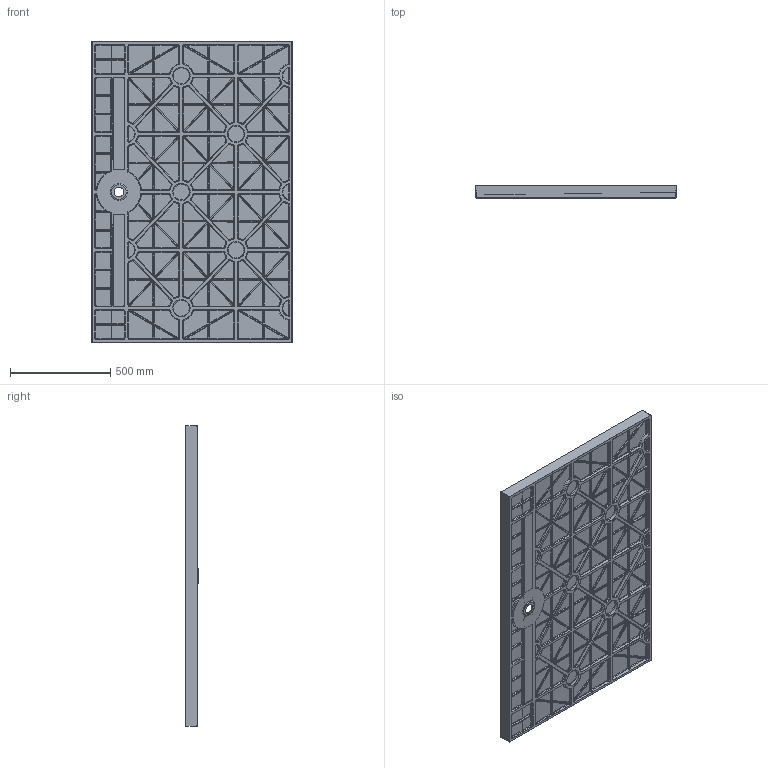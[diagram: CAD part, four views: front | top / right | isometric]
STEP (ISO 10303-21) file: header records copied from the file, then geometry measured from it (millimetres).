
FILE_DESCRIPTION (( 'STEP AP203' ), '1' );
FILE_NAME ('6616 REAR GRATE 1500 x 1000 v3 REVD.STEP', '2023-03-24T03:52:24', ( '' ), ( '' ), 'SwSTEP 2.0', 'SolidWorks 2020', '' );
FILE_SCHEMA (( 'CONFIG_CONTROL_DESIGN' ));
Length unit declared in the file: millimetre
Products named in the file (1): 6616 REAR GRATE 1500 x 1000 v3 REVD
Bounding box: 1000 x 63.2 x 1500 mm (x, y, z)
Volume: 12269197.1 mm3; surface area: 4069750.3 mm2
Topology: 1 solids, 1 shells, 5372 faces, 12921 edges, 7153 vertices
Faces by surface type: bspline 2394, cylinder 1941, plane 781, sphere 238, cone 10, torus 8
Entity records: 234457 total; most frequent: CARTESIAN_POINT 133653, ORIENTED_EDGE 24820, DIRECTION 16915, EDGE_CURVE 12410, VERTEX_POINT 7091, AXIS2_PLACEMENT_3D 6543, EDGE_LOOP 5425, ADVANCED_FACE 5372
